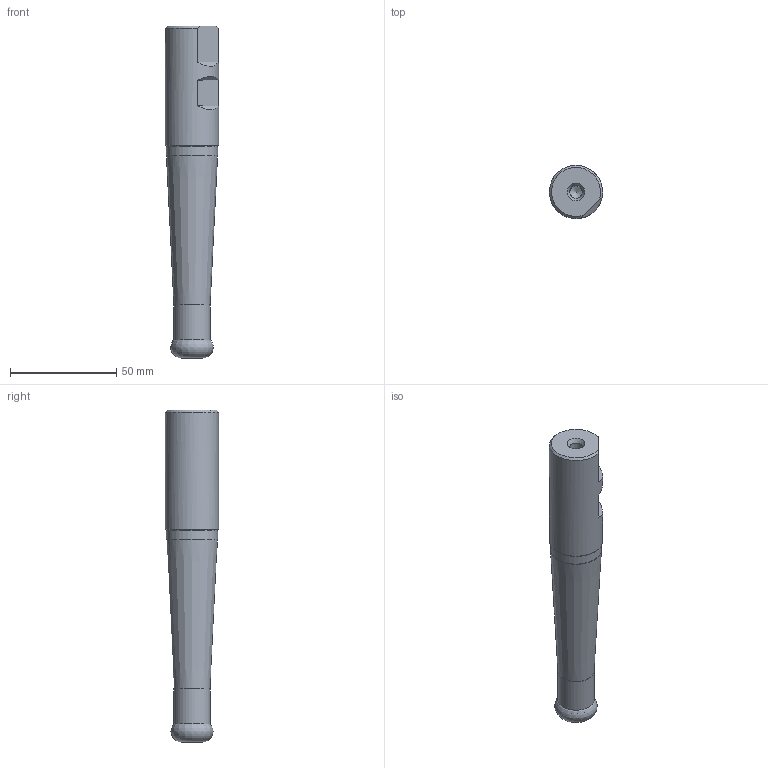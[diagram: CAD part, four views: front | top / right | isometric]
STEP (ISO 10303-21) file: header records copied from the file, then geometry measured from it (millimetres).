
FILE_DESCRIPTION(/* description */ (''),/* implementation_level */ '2;1');
FILE_NAME(/* name */ 'ax_step_export_ax_temp_1.stp',/* time_stamp */ '2019-09-24T11:01:17+02:00',/* author */ (''),/* organization */ (''),/* preprocessor_version */ 'ST-DEVELOPER v16.7',/* originating_system */ 'SIEMENS PLM Software NX 12.0',/* authorisation */ '');
FILE_SCHEMA (('AUTOMOTIVE_DESIGN { 1 0 10303 214 3 1 1 1 }'));
Length unit declared in the file: millimetre
Products named in the file (1): ax_temp_1
Bounding box: 25 x 25 x 156 mm (x, y, z)
Volume: 56801.8 mm3; surface area: 14653.7 mm2
Topology: 2 solids, 2 shells, 23 faces, 52 edges, 32 vertices
Faces by surface type: plane 7, torus 5, cone 5, cylinder 4, bspline 1, revolution 1
Full cylindrical faces by diameter (mm): 6 x1, 17 x1, 24 x1, 25 x1
Entity records: 719 total; most frequent: CARTESIAN_POINT 119, DIRECTION 91, ORIENTED_EDGE 58, AXIS2_PLACEMENT_3D 41, EDGE_LOOP 37, FACE_BOUND 32, EDGE_CURVE 29, VERTEX_POINT 26
